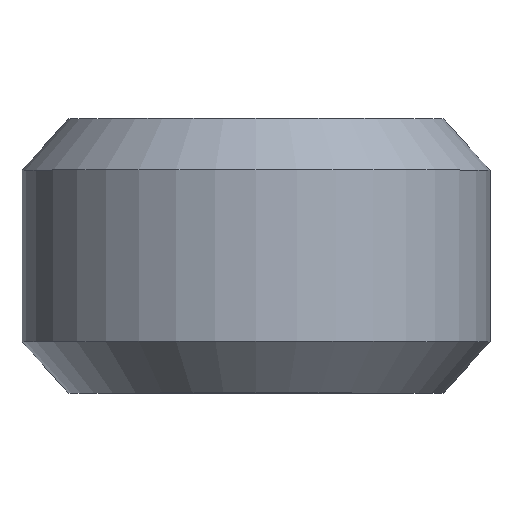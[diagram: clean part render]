
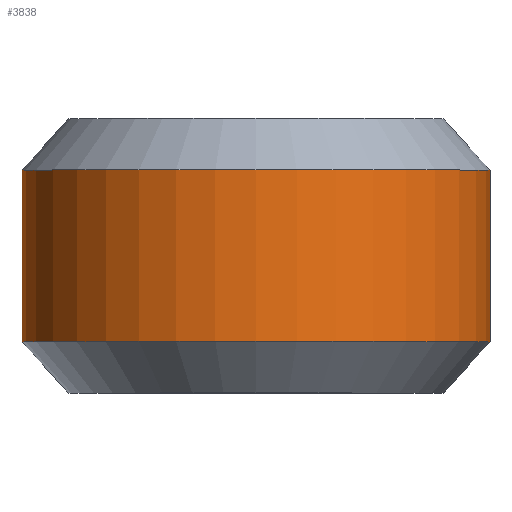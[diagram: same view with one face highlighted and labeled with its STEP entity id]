
A CAD part, top view. The second image highlights one B-rep face of the part: STEP entity #3838.
In plain terms, the highlighted cylindrical face has radius 7.5 mm (diameter 15 mm), a partial arc.
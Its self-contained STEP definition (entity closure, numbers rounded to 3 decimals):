
#698 = CARTESIAN_POINT ( 'NONE',  ( 7.5, -2.75, 0. ) ) ;
#803 = CIRCLE ( 'NONE', #4027, 7.5 ) ;
#1098 = CARTESIAN_POINT ( 'NONE',  ( 0., 2.75, 0. ) ) ;
#1288 = CARTESIAN_POINT ( 'NONE',  ( 0., -2.75, 0. ) ) ;
#1314 = CYLINDRICAL_SURFACE ( 'NONE', #3521, 7.5 ) ;
#1433 = ORIENTED_EDGE ( 'NONE', *, *, #3231, .T. ) ;
#1506 = DIRECTION ( 'NONE',  ( 1., 0., 0. ) ) ;
#2247 = VERTEX_POINT ( 'NONE', #4071 ) ;
#2267 = DIRECTION ( 'NONE',  ( 1., 0., 0. ) ) ;
#2289 = VERTEX_POINT ( 'NONE', #5458 ) ;
#2755 = VECTOR ( 'NONE', #4681, 1000. ) ;
#2781 = VERTEX_POINT ( 'NONE', #3714 ) ;
#2810 = FACE_OUTER_BOUND ( 'NONE', #3199, .T. ) ;
#2864 = VERTEX_POINT ( 'NONE', #698 ) ;
#2867 = CARTESIAN_POINT ( 'NONE',  ( 7.5, 0., 0. ) ) ;
#3100 = LINE ( 'NONE', #2867, #2755 ) ;
#3142 = EDGE_CURVE ( 'NONE', #2289, #2864, #3100, .T. ) ;
#3199 = EDGE_LOOP ( 'NONE', ( #4828, #1433, #4220, #4684 ) ) ;
#3231 = EDGE_CURVE ( 'NONE', #2781, #2247, #3663, .T. ) ;
#3338 = DIRECTION ( 'NONE',  ( 0., -1., 0. ) ) ;
#3465 = EDGE_CURVE ( 'NONE', #2289, #2781, #3884, .T. ) ;
#3521 = AXIS2_PLACEMENT_3D ( 'NONE', #4911, #4508, #5336 ) ;
#3600 = DIRECTION ( 'NONE',  ( 0., -1., 0. ) ) ;
#3663 = LINE ( 'NONE', #5592, #4169 ) ;
#3714 = CARTESIAN_POINT ( 'NONE',  ( -7.5, 2.75, 0. ) ) ;
#3838 = ADVANCED_FACE ( 'NONE', ( #2810 ), #1314, .T. ) ;
#3884 = CIRCLE ( 'NONE', #5051, 7.5 ) ;
#3898 = EDGE_CURVE ( 'NONE', #2864, #2247, #803, .T. ) ;
#4027 = AXIS2_PLACEMENT_3D ( 'NONE', #1288, #3600, #2267 ) ;
#4071 = CARTESIAN_POINT ( 'NONE',  ( -7.5, -2.75, 0. ) ) ;
#4169 = VECTOR ( 'NONE', #4332, 1000. ) ;
#4220 = ORIENTED_EDGE ( 'NONE', *, *, #3898, .F. ) ;
#4332 = DIRECTION ( 'NONE',  ( 0., -1., 0. ) ) ;
#4508 = DIRECTION ( 'NONE',  ( 0., -1., 0. ) ) ;
#4681 = DIRECTION ( 'NONE',  ( 0., -1., 0. ) ) ;
#4684 = ORIENTED_EDGE ( 'NONE', *, *, #3142, .F. ) ;
#4828 = ORIENTED_EDGE ( 'NONE', *, *, #3465, .T. ) ;
#4911 = CARTESIAN_POINT ( 'NONE',  ( 0., 0., 0. ) ) ;
#5051 = AXIS2_PLACEMENT_3D ( 'NONE', #1098, #3338, #1506 ) ;
#5336 = DIRECTION ( 'NONE',  ( 1., 0., 0. ) ) ;
#5458 = CARTESIAN_POINT ( 'NONE',  ( 7.5, 2.75, 0. ) ) ;
#5592 = CARTESIAN_POINT ( 'NONE',  ( -7.5, 0., 0. ) ) ;
